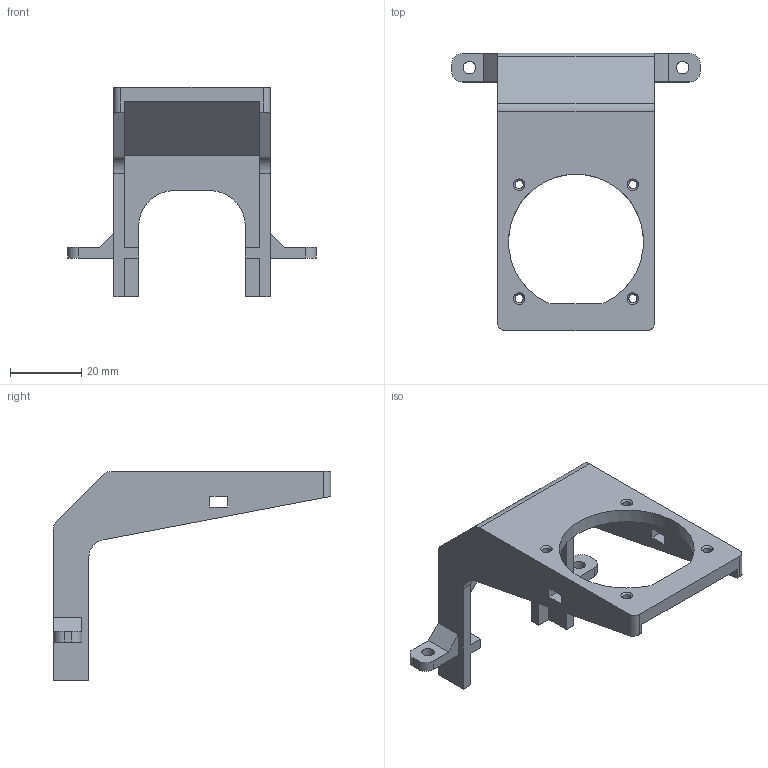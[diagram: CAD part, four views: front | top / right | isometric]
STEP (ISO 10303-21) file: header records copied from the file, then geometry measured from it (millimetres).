
FILE_DESCRIPTION(/* description */ (''),/* implementation_level */ '2;1');
FILE_NAME(/* name */ 'M1B__Fix_Fan_Mainboard___V2.0 v6.step',/* time_stamp */ '2024-06-22T10:12:15+02:00',/* author */ (''),/* organization */ (''),/* preprocessor_version */ 'ST-DEVELOPER v20',/* originating_system */ 'Autodesk Translation Framework v13.14.0.145',/* authorisation */ '');
FILE_SCHEMA (('AUTOMOTIVE_DESIGN { 1 0 10303 214 3 1 1 }'));
Length unit declared in the file: millimetre
Products named in the file (1): M1B__Fix_Fan_Mainboard___V2.0
Bounding box: 70 x 78 x 58.8 mm (x, y, z)
Volume: 21225 mm3; surface area: 13246.5 mm2
Topology: 1 solids, 1 shells, 73 faces, 210 edges, 138 vertices
Faces by surface type: plane 48, cylinder 21, cone 4
Full cylindrical faces by diameter (mm): 2.3 x4, 3.5 x2
Entity records: 2460 total; most frequent: CARTESIAN_POINT 422, ORIENTED_EDGE 420, DIRECTION 406, EDGE_CURVE 210, LINE 162, VECTOR 162, VERTEX_POINT 138, AXIS2_PLACEMENT_3D 122
